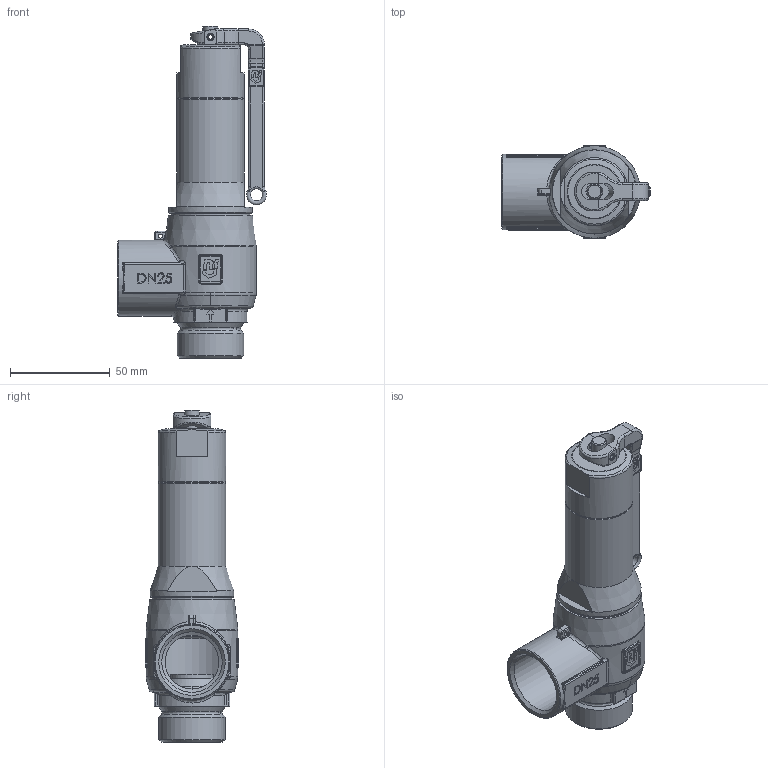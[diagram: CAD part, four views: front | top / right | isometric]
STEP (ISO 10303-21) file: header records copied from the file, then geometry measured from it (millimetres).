
FILE_DESCRIPTION(('HOOPS Exchange Step'),'2;1');
FILE_NAME('SV13-DN25-Hebel.stp','2026-02-04T10:54:07+01:00',('nieru'),('Unknown organisation'),'HOOPS Exchange 2024.2','HOOPS Exchange','Unknown authorisation');
FILE_SCHEMA( ('AP203_CONFIGURATION_CONTROLLED_3D_DESIGN_OF_MECHANICAL_PARTS_AND_ASSEMBLIES_MIM_LF') );
Length unit declared in the file: millimetre
Products named in the file (2): 0; root
Assembly tree (1 placements, depth 2):
  root
    0
Bounding box: 74.5 x 47 x 166.1 mm (x, y, z)
Volume: 97700.9 mm3; surface area: 53132.3 mm2
Topology: 6 solids, 6 shells, 715 faces, 1892 edges, 1223 vertices
Faces by surface type: plane 324, bspline 149, cylinder 143, torus 61, cone 32, sphere 6
Full cylindrical faces by diameter (mm): 2 x1, 3.2 x1, 3.5 x1, 3.7 x2, 6 x1, 7.5 x3, 10.9 x1, 18 x1, 21.5 x1, 22 x1, 25 x1, 26 x1, 27 x1, 28 x1, 28.38 x1, 30 x2, 30.29 x1, 33 x1, 33.249 x1, 34 x3, 34.1 x1, 34.38 x1, 36 x1, 38 x2, 40 x1, 40.2 x1, 42 x1
Entity records: 33262 total; most frequent: CARTESIAN_POINT 16813, ORIENTED_EDGE 3720, DIRECTION 2894, EDGE_CURVE 1860, VERTEX_POINT 1221, AXIS2_PLACEMENT_3D 1010, VECTOR 874, LINE 874
